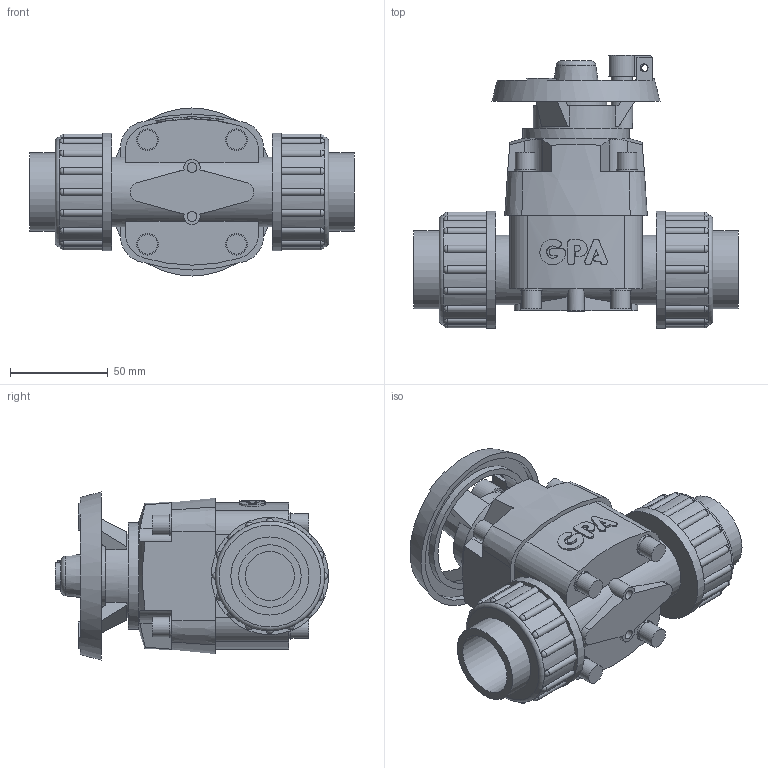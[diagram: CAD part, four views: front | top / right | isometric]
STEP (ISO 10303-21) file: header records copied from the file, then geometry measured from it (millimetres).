
FILE_DESCRIPTION(/* description */ ('PVC Diaphragm Valve with EPDM diaphragm and PVC Sockets, Ø32/DN25 , PN10'),/* implementation_level */ '2;1');
FILE_NAME(/* name */ 'T4UIU-E-032',/* time_stamp */ '2022-08-04T16:52:02+02:00',/* author */ ('COAB Solutions'),/* organization */ ('GPA Flowsystem'),/* preprocessor_version */ 'ST-DEVELOPER v18.1',/* originating_system */ 'www.coabsolutions.com',/* authorisation */ 'unknown authorization');
FILE_SCHEMA (('AUTOMOTIVE_DESIGN { 1 0 10303 214 3 1 1 }'));
Length unit declared in the file: millimetre
Products named in the file (1): T4UIU-E-032
Bounding box: 166 x 139.71 x 86 mm (x, y, z)
Volume: 581986.3 mm3; surface area: 94647.7 mm2
Topology: 1 solids, 4 shells, 342 faces, 861 edges, 561 vertices
Faces by surface type: plane 160, cylinder 116, sphere 32, bspline 21, cone 9, torus 4
Full cylindrical faces by diameter (mm): 3.583 x1, 4.095 x1, 5 x2, 5.44 x14, 10.074 x8, 10.88 x1, 11.081 x8, 25 x4, 31.28 x1, 32 x2, 35.7 x2, 39.98 x2, 40 x2, 48.6 x2, 54.4 x1, 56 x2, 60 x2, 61.429 x1, 67.571 x1, 79.857 x1
Entity records: 11761 total; most frequent: CARTESIAN_POINT 3164, DIRECTION 1786, ORIENTED_EDGE 1722, EDGE_CURVE 861, AXIS2_PLACEMENT_3D 714, VERTEX_POINT 561, EDGE_LOOP 386, CIRCLE 377
